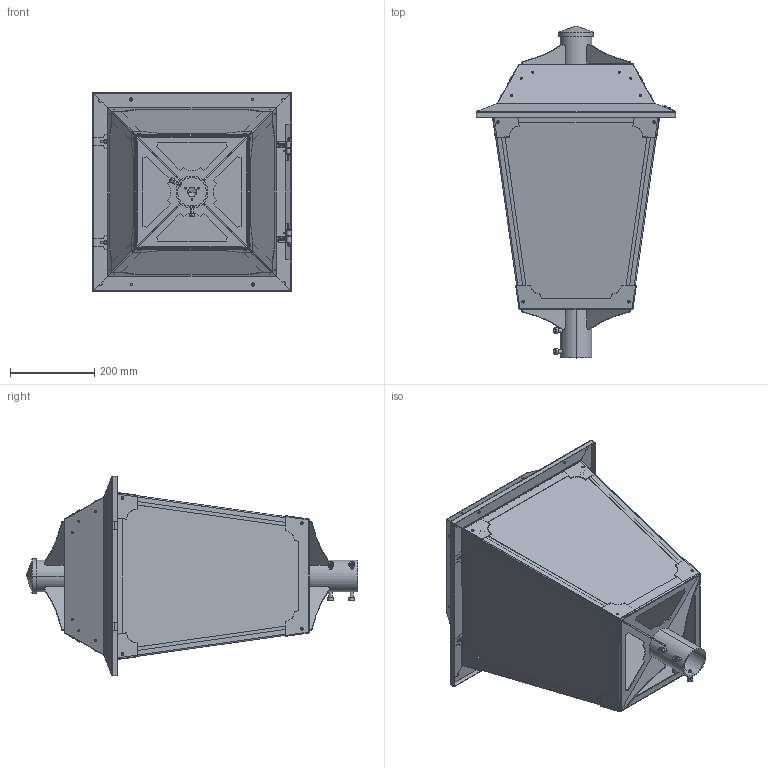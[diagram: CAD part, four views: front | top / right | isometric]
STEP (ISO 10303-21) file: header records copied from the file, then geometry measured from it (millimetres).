
FILE_DESCRIPTION (( 'STEP AP203' ), '1' );
FILE_NAME ('CLASSIC LED.STEP', '2022-05-12T06:48:12', ( '' ), ( '' ), 'SwSTEP 2.0', 'SolidWorks 2019', '' );
FILE_SCHEMA (( 'CONFIG_CONTROL_DESIGN' ));
Products named in the file (1): CLASSIC LED
Bounding box: 475.13 x 789.59 x 475.13 mm (x, y, z)
Volume: 1936570.4 mm3; surface area: 2591448.7 mm2
Topology: 109 solids, 109 shells, 2781 faces, 6694 edges, 4126 vertices
Faces by surface type: cylinder 1026, plane 987, cone 596, torus 112, bspline 36, sphere 24
Entity records: 83322 total; most frequent: CARTESIAN_POINT 16403, DIRECTION 14914, ORIENTED_EDGE 13292, EDGE_CURVE 6646, AXIS2_PLACEMENT_3D 5678, VERTEX_POINT 4122, VECTOR 3558, LINE 3558
